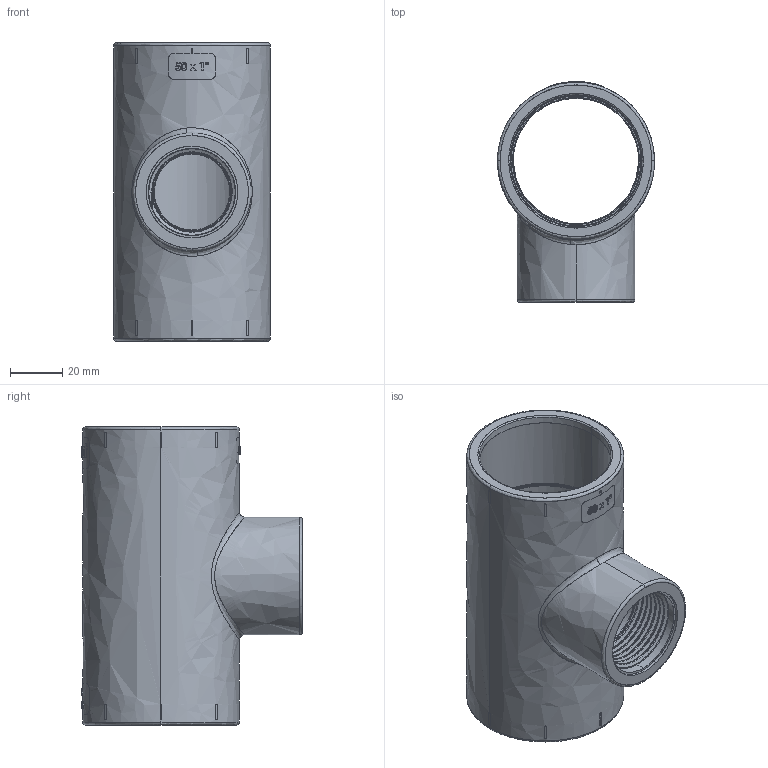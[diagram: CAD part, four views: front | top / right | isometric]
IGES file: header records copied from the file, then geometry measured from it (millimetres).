
Start section: SolidWorks IGES file using NURBS representation for surfaces
Global section: file name: 01111004062.IGS; native system: SolidWorks 2024; preprocessor: SolidWorks 2024; author: DMorais; date: 241204.154227; units: millimetre
Bounding box: 60.16 x 84.3 x 114 mm (x, y, z)
Surface area: 47443 mm2 (no closed solid volume)
Topology: 0 solids, 0 shells, 449 faces, 5980 edges, 5965 vertices
Faces by surface type: bspline 449
